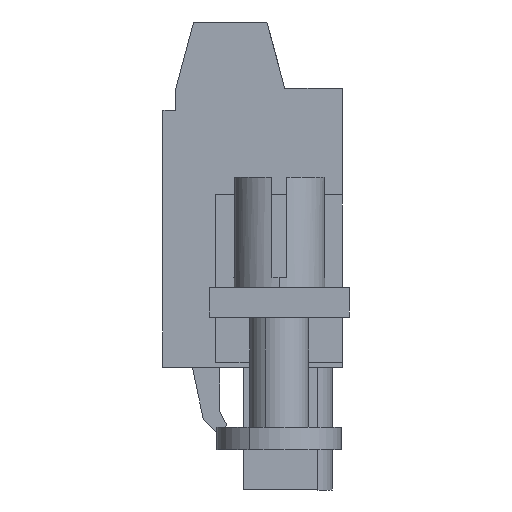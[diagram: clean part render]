
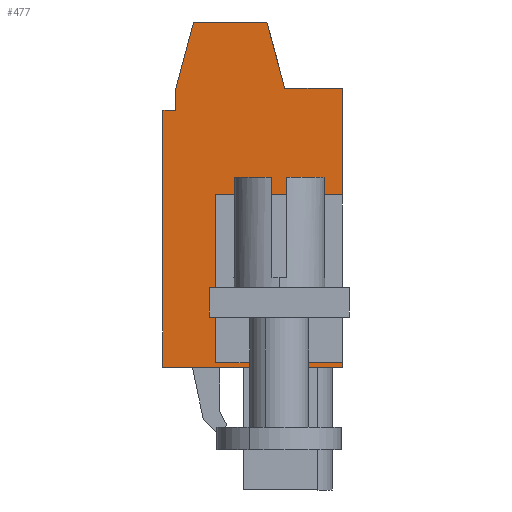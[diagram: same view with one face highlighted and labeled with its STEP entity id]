
A CAD part, left-side view. The second image highlights one B-rep face of the part: STEP entity #477.
In plain terms, the highlighted planar face has unit normal (-1, 0, 0).
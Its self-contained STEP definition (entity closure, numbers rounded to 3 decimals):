
#385=AXIS2_PLACEMENT_3D('Plane Axis2P3D',#382,#383,#384) ;
#49=CARTESIAN_POINT('Vertex',(12.1,12.65,25.8)) ;
#52=CARTESIAN_POINT('Line Origine',(12.1,12.213,25.8)) ;
#56=CARTESIAN_POINT('Vertex',(12.1,11.775,25.8)) ;
#129=CARTESIAN_POINT('Vertex',(12.1,12.65,8.35)) ;
#132=CARTESIAN_POINT('Line Origine',(12.1,12.65,17.075)) ;
#382=CARTESIAN_POINT('Axis2P3D Location',(12.1,0.,0.)) ;
#387=CARTESIAN_POINT('Line Origine',(12.1,0.45,23.675)) ;
#391=CARTESIAN_POINT('Vertex',(12.1,0.45,20.05)) ;
#393=CARTESIAN_POINT('Vertex',(12.1,0.45,27.3)) ;
#396=CARTESIAN_POINT('Line Origine',(12.1,2.412,27.3)) ;
#400=CARTESIAN_POINT('Vertex',(12.1,4.375,27.3)) ;
#403=CARTESIAN_POINT('Line Origine',(12.1,4.978,29.55)) ;
#407=CARTESIAN_POINT('Vertex',(12.1,5.581,31.8)) ;
#410=CARTESIAN_POINT('Line Origine',(12.1,8.075,31.8)) ;
#414=CARTESIAN_POINT('Vertex',(12.1,10.569,31.8)) ;
#417=CARTESIAN_POINT('Line Origine',(12.1,11.172,29.55)) ;
#421=CARTESIAN_POINT('Vertex',(12.1,11.775,27.3)) ;
#424=CARTESIAN_POINT('Line Origine',(12.1,11.775,26.55)) ;
#429=CARTESIAN_POINT('Line Origine',(12.1,6.55,8.35)) ;
#433=CARTESIAN_POINT('Vertex',(12.1,0.45,8.35)) ;
#436=CARTESIAN_POINT('Line Origine',(12.1,0.45,8.5)) ;
#440=CARTESIAN_POINT('Vertex',(12.1,0.45,8.65)) ;
#443=CARTESIAN_POINT('Line Origine',(12.1,4.75,8.65)) ;
#447=CARTESIAN_POINT('Vertex',(12.1,9.05,8.65)) ;
#450=CARTESIAN_POINT('Line Origine',(12.1,9.05,14.35)) ;
#454=CARTESIAN_POINT('Vertex',(12.1,9.05,20.05)) ;
#457=CARTESIAN_POINT('Line Origine',(12.1,4.75,20.05)) ;
#53=DIRECTION('Vector Direction',(0.,1.,0.)) ;
#133=DIRECTION('Vector Direction',(0.,0.,-1.)) ;
#383=DIRECTION('Axis2P3D Direction',(-1.,0.,0.)) ;
#384=DIRECTION('Axis2P3D XDirection',(0.,0.,1.)) ;
#388=DIRECTION('Vector Direction',(0.,0.,1.)) ;
#397=DIRECTION('Vector Direction',(0.,1.,0.)) ;
#404=DIRECTION('Vector Direction',(0.,0.259,0.966)) ;
#411=DIRECTION('Vector Direction',(0.,1.,0.)) ;
#418=DIRECTION('Vector Direction',(0.,0.259,-0.966)) ;
#425=DIRECTION('Vector Direction',(0.,0.,-1.)) ;
#430=DIRECTION('Vector Direction',(0.,-1.,0.)) ;
#437=DIRECTION('Vector Direction',(0.,0.,1.)) ;
#444=DIRECTION('Vector Direction',(0.,-1.,0.)) ;
#451=DIRECTION('Vector Direction',(0.,0.,-1.)) ;
#458=DIRECTION('Vector Direction',(0.,-1.,0.)) ;
#54=VECTOR('Line Direction',#53,1.) ;
#134=VECTOR('Line Direction',#133,1.) ;
#389=VECTOR('Line Direction',#388,1.) ;
#398=VECTOR('Line Direction',#397,1.) ;
#405=VECTOR('Line Direction',#404,1.) ;
#412=VECTOR('Line Direction',#411,1.) ;
#419=VECTOR('Line Direction',#418,1.) ;
#426=VECTOR('Line Direction',#425,1.) ;
#431=VECTOR('Line Direction',#430,1.) ;
#438=VECTOR('Line Direction',#437,1.) ;
#445=VECTOR('Line Direction',#444,1.) ;
#452=VECTOR('Line Direction',#451,1.) ;
#459=VECTOR('Line Direction',#458,1.) ;
#463=ORIENTED_EDGE('',*,*,#395,.T.) ;
#464=ORIENTED_EDGE('',*,*,#402,.T.) ;
#465=ORIENTED_EDGE('',*,*,#409,.T.) ;
#466=ORIENTED_EDGE('',*,*,#416,.T.) ;
#467=ORIENTED_EDGE('',*,*,#423,.T.) ;
#468=ORIENTED_EDGE('',*,*,#428,.T.) ;
#469=ORIENTED_EDGE('',*,*,#58,.T.) ;
#470=ORIENTED_EDGE('',*,*,#136,.T.) ;
#471=ORIENTED_EDGE('',*,*,#435,.T.) ;
#472=ORIENTED_EDGE('',*,*,#442,.T.) ;
#473=ORIENTED_EDGE('',*,*,#449,.F.) ;
#474=ORIENTED_EDGE('',*,*,#456,.F.) ;
#475=ORIENTED_EDGE('',*,*,#461,.T.) ;
#477=ADVANCED_FACE('HOUSING',(#476),#386,.T.) ;
#58=EDGE_CURVE('',#57,#50,#55,.T.) ;
#136=EDGE_CURVE('',#50,#130,#135,.T.) ;
#395=EDGE_CURVE('',#392,#394,#390,.T.) ;
#402=EDGE_CURVE('',#394,#401,#399,.T.) ;
#409=EDGE_CURVE('',#401,#408,#406,.T.) ;
#416=EDGE_CURVE('',#408,#415,#413,.T.) ;
#423=EDGE_CURVE('',#415,#422,#420,.T.) ;
#428=EDGE_CURVE('',#422,#57,#427,.T.) ;
#435=EDGE_CURVE('',#130,#434,#432,.T.) ;
#442=EDGE_CURVE('',#434,#441,#439,.T.) ;
#449=EDGE_CURVE('',#448,#441,#446,.T.) ;
#456=EDGE_CURVE('',#455,#448,#453,.T.) ;
#461=EDGE_CURVE('',#455,#392,#460,.T.) ;
#462=EDGE_LOOP('',(#463,#464,#465,#466,#467,#468,#469,#470,#471,#472,#473,#474,#475)) ;
#476=FACE_OUTER_BOUND('',#462,.T.) ;
#55=LINE('Line',#52,#54) ;
#135=LINE('Line',#132,#134) ;
#390=LINE('Line',#387,#389) ;
#399=LINE('Line',#396,#398) ;
#406=LINE('Line',#403,#405) ;
#413=LINE('Line',#410,#412) ;
#420=LINE('Line',#417,#419) ;
#427=LINE('Line',#424,#426) ;
#432=LINE('Line',#429,#431) ;
#439=LINE('Line',#436,#438) ;
#446=LINE('Line',#443,#445) ;
#453=LINE('Line',#450,#452) ;
#460=LINE('Line',#457,#459) ;
#386=PLANE('',#385) ;
#50=VERTEX_POINT('',#49) ;
#57=VERTEX_POINT('',#56) ;
#130=VERTEX_POINT('',#129) ;
#392=VERTEX_POINT('',#391) ;
#394=VERTEX_POINT('',#393) ;
#401=VERTEX_POINT('',#400) ;
#408=VERTEX_POINT('',#407) ;
#415=VERTEX_POINT('',#414) ;
#422=VERTEX_POINT('',#421) ;
#434=VERTEX_POINT('',#433) ;
#441=VERTEX_POINT('',#440) ;
#448=VERTEX_POINT('',#447) ;
#455=VERTEX_POINT('',#454) ;
